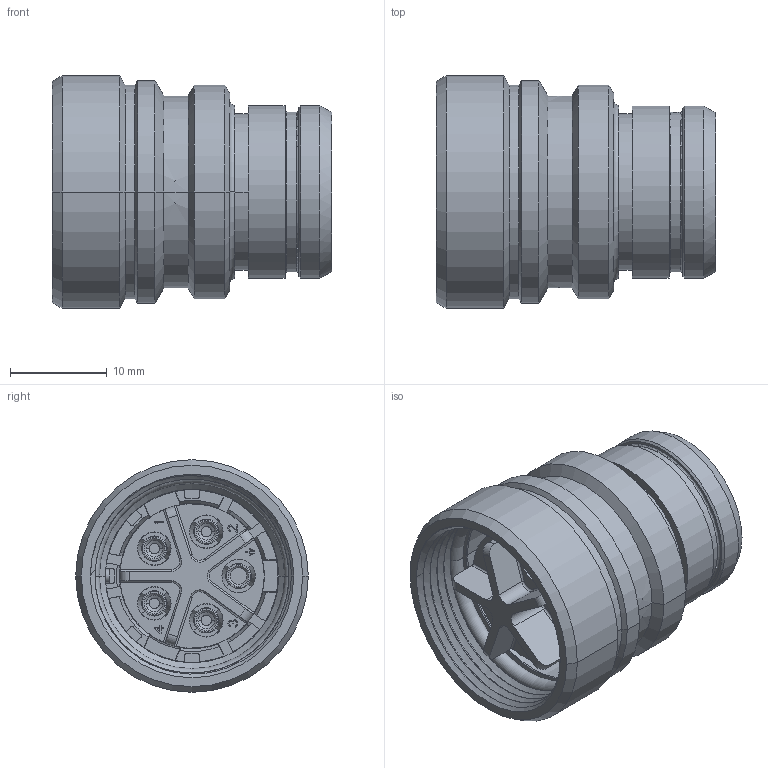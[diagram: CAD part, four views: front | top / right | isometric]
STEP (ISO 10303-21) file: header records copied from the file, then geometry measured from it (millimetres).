
FILE_DESCRIPTION((''),'2;1');
FILE_NAME('1331P295FS','2024-07-31T15:42:07',('paultorloting'),('NET AG system integration'),'CREO PARAMETRIC BY PTC INC, 2021404','CREO PARAMETRIC BY PTC INC, 2021404','');
FILE_SCHEMA(('AUTOMOTIVE_DESIGN { 1 0 10303 214 1 1 1 1 }'));
Length unit declared in the file: millimetre
Products named in the file (1): 1331P295FS
Bounding box: 28.8 x 24 x 24 mm (x, y, z)
Volume: 5981.5 mm3; surface area: 8713.4 mm2
Topology: 1 solids, 1 shells, 1030 faces, 2634 edges, 1694 vertices
Faces by surface type: plane 532, cylinder 268, cone 130, torus 73, bspline 27
Entity records: 40555 total; most frequent: CARTESIAN_POINT 10600, ORIENTED_EDGE 5268, DIRECTION 5134, EDGE_CURVE 2634, AXIS2_PLACEMENT_3D 1780, VERTEX_POINT 1694, VECTOR 1571, LINE 1571
